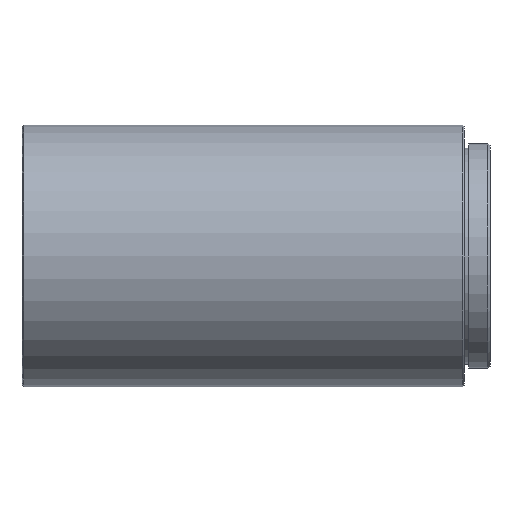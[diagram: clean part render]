
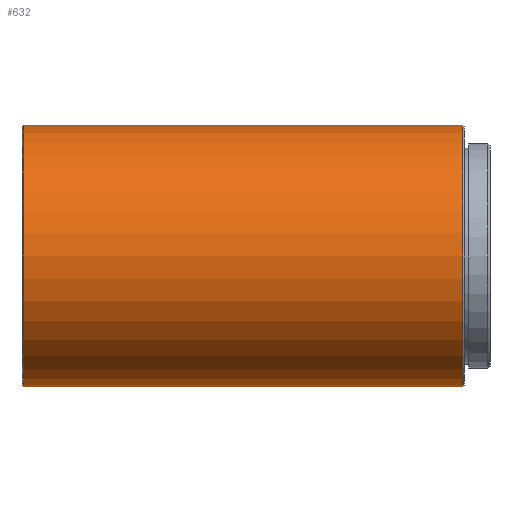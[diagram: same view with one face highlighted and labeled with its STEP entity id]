
A CAD part, front view. The second image highlights one B-rep face of the part: STEP entity #632.
In plain terms, the highlighted cylindrical face has radius 15.25 mm (diameter 30.5 mm), a partial arc.
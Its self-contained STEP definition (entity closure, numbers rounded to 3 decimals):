
#70 = EDGE_CURVE ( 'NONE', #389, #774, #548, .T. ) ;
#78 = CARTESIAN_POINT ( 'NONE',  ( -47.874, -20.109, 0. ) ) ;
#141 = VERTEX_POINT ( 'NONE', #327 ) ;
#200 = CARTESIAN_POINT ( 'NONE',  ( 3.526, -20.109, 15.25 ) ) ;
#288 = EDGE_CURVE ( 'NONE', #551, #141, #922, .T. ) ;
#301 = LINE ( 'NONE', #488, #657 ) ;
#327 = CARTESIAN_POINT ( 'NONE',  ( 3.326, -20.109, 15.25 ) ) ;
#341 = AXIS2_PLACEMENT_3D ( 'NONE', #651, #1112, #995 ) ;
#348 = DIRECTION ( 'NONE',  ( -1., 0., 0. ) ) ;
#363 = ORIENTED_EDGE ( 'NONE', *, *, #814, .F. ) ;
#384 = ORIENTED_EDGE ( 'NONE', *, *, #696, .T. ) ;
#389 = VERTEX_POINT ( 'NONE', #550 ) ;
#428 = LINE ( 'NONE', #200, #845 ) ;
#444 = EDGE_LOOP ( 'NONE', ( #363, #900, #384, #1277 ) ) ;
#488 = CARTESIAN_POINT ( 'NONE',  ( 3.526, -20.109, -15.25 ) ) ;
#548 = CIRCLE ( 'NONE', #630, 15.25 ) ;
#550 = CARTESIAN_POINT ( 'NONE',  ( -47.874, -20.109, 15.25 ) ) ;
#551 = VERTEX_POINT ( 'NONE', #682 ) ;
#580 = DIRECTION ( 'NONE',  ( 0., 0., 1. ) ) ;
#595 = CYLINDRICAL_SURFACE ( 'NONE', #1419, 15.25 ) ;
#610 = CARTESIAN_POINT ( 'NONE',  ( -47.874, -20.109, -15.25 ) ) ;
#630 = AXIS2_PLACEMENT_3D ( 'NONE', #78, #1297, #580 ) ;
#632 = ADVANCED_FACE ( 'NONE', ( #1460 ), #595, .T. ) ;
#651 = CARTESIAN_POINT ( 'NONE',  ( 3.326, -20.109, 0. ) ) ;
#657 = VECTOR ( 'NONE', #1336, 1000. ) ;
#682 = CARTESIAN_POINT ( 'NONE',  ( 3.326, -20.109, -15.25 ) ) ;
#696 = EDGE_CURVE ( 'NONE', #141, #389, #428, .T. ) ;
#774 = VERTEX_POINT ( 'NONE', #610 ) ;
#814 = EDGE_CURVE ( 'NONE', #551, #774, #301, .T. ) ;
#845 = VECTOR ( 'NONE', #1431, 1000. ) ;
#900 = ORIENTED_EDGE ( 'NONE', *, *, #288, .T. ) ;
#922 = CIRCLE ( 'NONE', #341, 15.25 ) ;
#995 = DIRECTION ( 'NONE',  ( 0., 0., -1. ) ) ;
#1112 = DIRECTION ( 'NONE',  ( -1., 0., 0. ) ) ;
#1277 = ORIENTED_EDGE ( 'NONE', *, *, #70, .T. ) ;
#1297 = DIRECTION ( 'NONE',  ( 1., 0., 0. ) ) ;
#1336 = DIRECTION ( 'NONE',  ( -1., 0., 0. ) ) ;
#1419 = AXIS2_PLACEMENT_3D ( 'NONE', #1540, #348, #1443 ) ;
#1431 = DIRECTION ( 'NONE',  ( -1., 0., 0. ) ) ;
#1443 = DIRECTION ( 'NONE',  ( 0., 0., 1. ) ) ;
#1460 = FACE_OUTER_BOUND ( 'NONE', #444, .T. ) ;
#1540 = CARTESIAN_POINT ( 'NONE',  ( 3.526, -20.109, 0. ) ) ;
